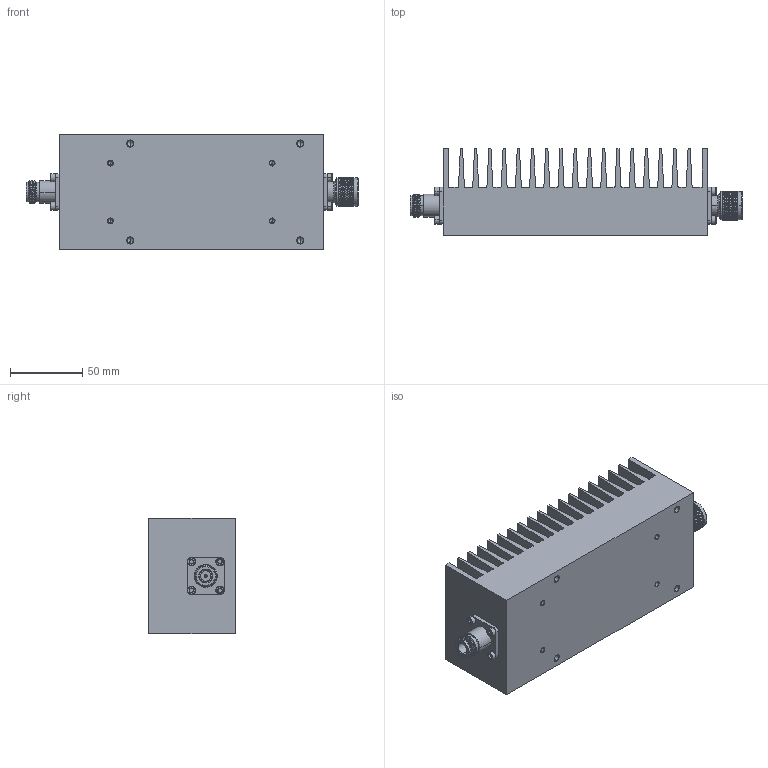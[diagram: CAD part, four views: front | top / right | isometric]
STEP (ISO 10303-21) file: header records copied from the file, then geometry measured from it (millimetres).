
FILE_DESCRIPTION (( 'STEP AP203' ), '1' );
FILE_NAME ('PE7385-XX.step', '2019-06-18T15:17:32', ( '' ), ( '' ), 'SwSTEP 2.0', 'SolidWorks 2018', '' );
FILE_SCHEMA (( 'CONFIG_CONTROL_DESIGN' ));
Products named in the file (1): PE7385-XX
Bounding box: 230 x 60 x 80 mm (x, y, z)
Volume: 614686.9 mm3; surface area: 133452.3 mm2
Topology: 1 solids, 1 shells, 2708 faces, 5894 edges, 3219 vertices
Faces by surface type: bspline 1770, cylinder 593, plane 203, cone 142
Entity records: 96540 total; most frequent: CARTESIAN_POINT 57205, ORIENTED_EDGE 11756, EDGE_CURVE 5878, DIRECTION 3647, VERTEX_POINT 3219, EDGE_LOOP 2755, FACE_OUTER_BOUND 2708, ADVANCED_FACE 2708
